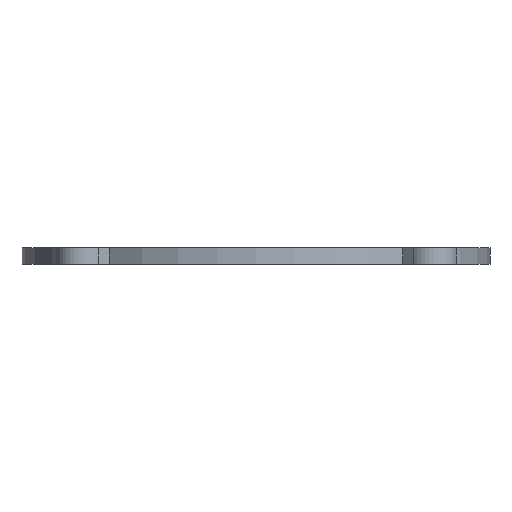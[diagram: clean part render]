
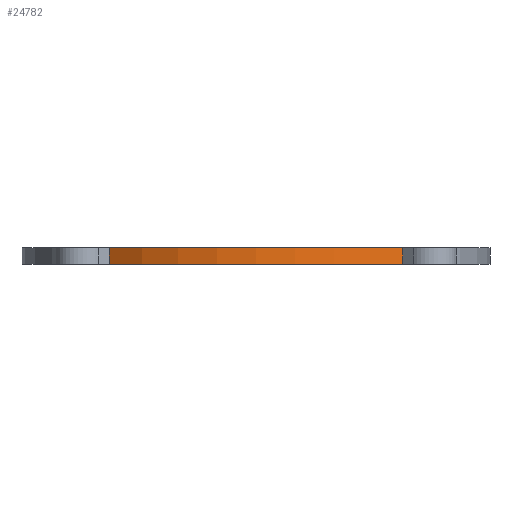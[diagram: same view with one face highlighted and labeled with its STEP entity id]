
A CAD part, left-side view. The second image highlights one B-rep face of the part: STEP entity #24782.
In plain terms, the highlighted cylindrical face has radius 28 mm (diameter 56 mm), a partial arc.
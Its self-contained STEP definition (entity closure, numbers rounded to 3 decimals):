
#2632=FACE_OUTER_BOUND('',#3782,.T.);
#3782=EDGE_LOOP('',(#21221,#21222,#21223,#21224));
#7476=LINE('',#38798,#10776);
#7477=LINE('',#38804,#10777);
#10776=VECTOR('',#31902,10.);
#10777=VECTOR('',#31909,10.);
#10933=CIRCLE('',#26075,28.);
#10934=CIRCLE('',#26076,28.);
#13214=VERTEX_POINT('',#38792);
#13216=VERTEX_POINT('',#38796);
#13217=VERTEX_POINT('',#38800);
#13218=VERTEX_POINT('',#38802);
#16644=EDGE_CURVE('',#13214,#13216,#7476,.T.);
#16645=EDGE_CURVE('',#13217,#13214,#10933,.T.);
#16646=EDGE_CURVE('',#13218,#13216,#10934,.T.);
#16647=EDGE_CURVE('',#13217,#13218,#7477,.T.);
#21221=ORIENTED_EDGE('',*,*,#16645,.T.);
#21222=ORIENTED_EDGE('',*,*,#16644,.T.);
#21223=ORIENTED_EDGE('',*,*,#16646,.F.);
#21224=ORIENTED_EDGE('',*,*,#16647,.F.);
#23641=CYLINDRICAL_SURFACE('',#26074,28.);
#24782=ADVANCED_FACE('',(#2632),#23641,.T.);
#26074=AXIS2_PLACEMENT_3D('',#38799,#31903,#31904);
#26075=AXIS2_PLACEMENT_3D('',#38801,#31905,#31906);
#26076=AXIS2_PLACEMENT_3D('',#38803,#31907,#31908);
#31902=DIRECTION('',(0.,0.,1.));
#31903=DIRECTION('center_axis',(0.,0.,1.));
#31904=DIRECTION('ref_axis',(-0.779,0.627,0.));
#31905=DIRECTION('center_axis',(0.,0.,1.));
#31906=DIRECTION('ref_axis',(-0.779,0.627,0.));
#31907=DIRECTION('center_axis',(0.,0.,1.));
#31908=DIRECTION('ref_axis',(-0.779,0.627,0.));
#31909=DIRECTION('',(0.,0.,1.));
#38792=CARTESIAN_POINT('',(-21.806,-17.564,0.));
#38796=CARTESIAN_POINT('',(-21.806,-17.564,2.));
#38798=CARTESIAN_POINT('',(-21.806,-17.564,0.));
#38799=CARTESIAN_POINT('Origin',(0.,0.,0.));
#38800=CARTESIAN_POINT('',(-21.806,17.564,0.));
#38801=CARTESIAN_POINT('Origin',(0.,0.,0.));
#38802=CARTESIAN_POINT('',(-21.806,17.564,2.));
#38803=CARTESIAN_POINT('Origin',(0.,0.,2.));
#38804=CARTESIAN_POINT('',(-21.806,17.564,0.));
